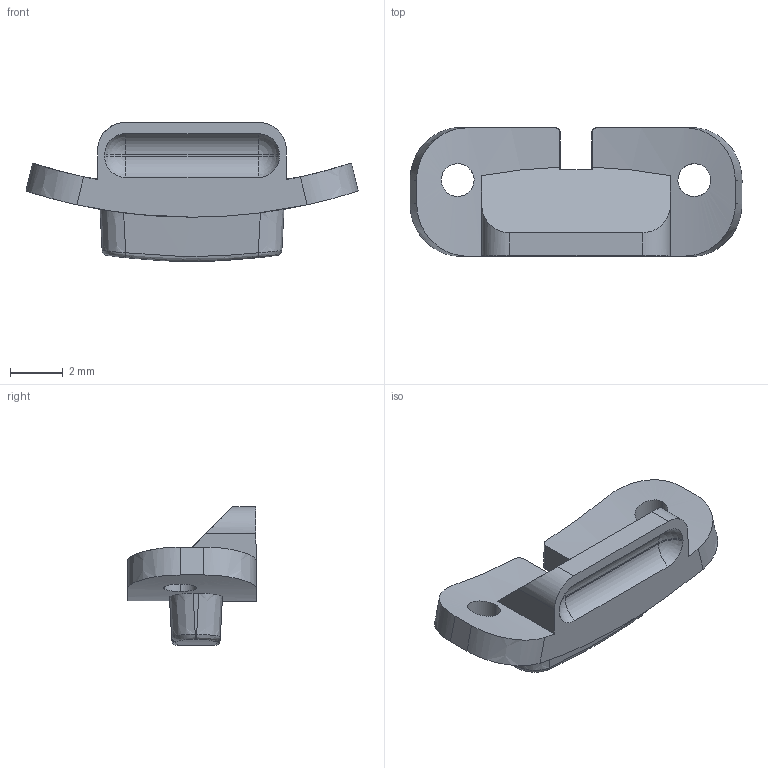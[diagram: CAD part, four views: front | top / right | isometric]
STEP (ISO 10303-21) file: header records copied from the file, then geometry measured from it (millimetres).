
FILE_DESCRIPTION (( 'STEP AP214' ), '1' );
FILE_NAME ('12.STEP', '2022-12-12T11:38:24', ( '' ), ( '' ), 'SwSTEP 2.0', 'SolidWorks 2020', '' );
FILE_SCHEMA (( 'AUTOMOTIVE_DESIGN' ));
Length unit declared in the file: millimetre
Products named in the file (1): 12
Bounding box: 12.62 x 4.9 x 5.29 mm (x, y, z)
Volume: 111.2 mm3; surface area: 211.9 mm2
Topology: 1 solids, 1 shells, 54 faces, 145 edges, 90 vertices
Faces by surface type: bspline 25, cylinder 14, plane 11, sphere 4
Entity records: 2579 total; most frequent: CARTESIAN_POINT 1481, ORIENTED_EDGE 282, EDGE_CURVE 141, DIRECTION 124, VERTEX_POINT 90, B_SPLINE_CURVE_WITH_KNOTS 89, EDGE_LOOP 59, ADVANCED_FACE 54
